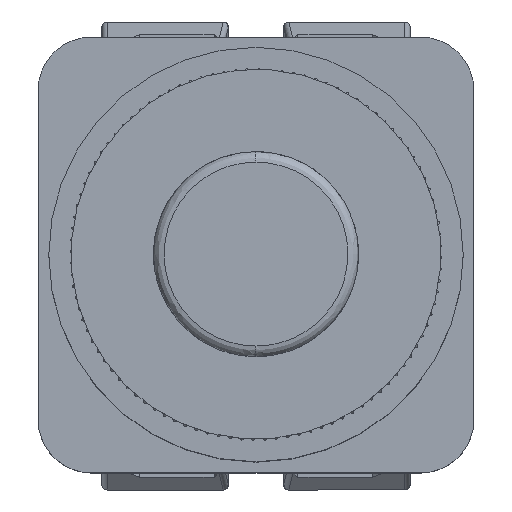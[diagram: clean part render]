
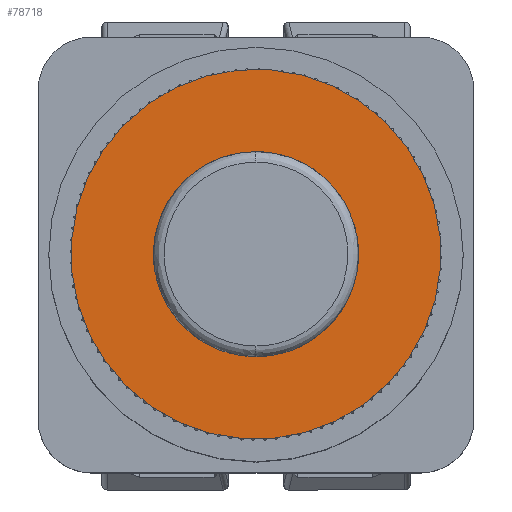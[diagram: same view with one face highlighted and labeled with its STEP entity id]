
A CAD part, top view. The second image highlights one B-rep face of the part: STEP entity #78718.
In plain terms, the highlighted planar face has unit normal (0, 0, 1).
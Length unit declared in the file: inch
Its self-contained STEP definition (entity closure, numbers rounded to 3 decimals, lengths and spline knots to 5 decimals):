
#5469 = DIRECTION ( 'NONE',  ( 0., 0., -1. ) ) ;
#9890 = VERTEX_POINT ( 'NONE', #107230 ) ;
#10058 = CARTESIAN_POINT ( 'NONE',  ( -0.26433, -0.61488, 3.84252 ) ) ;
#14982 = DIRECTION ( 'NONE',  ( -0.25, -0.968, 0. ) ) ;
#18772 = DIRECTION ( 'NONE',  ( 0., 0., -1. ) ) ;
#19283 = CIRCLE ( 'NONE', #48720, 0.37992 ) ;
#19644 = CARTESIAN_POINT ( 'NONE',  ( -0.09324, 0.04845, 3.84252 ) ) ;
#19764 = CIRCLE ( 'NONE', #100143, 0.68504 ) ;
#20644 = CIRCLE ( 'NONE', #122530, 0.68504 ) ;
#28597 = VERTEX_POINT ( 'NONE', #10058 ) ;
#29119 = DIRECTION ( 'NONE',  ( -0.25, -0.968, 0. ) ) ;
#34455 = CARTESIAN_POINT ( 'NONE',  ( -0.09324, 0.04845, 3.84252 ) ) ;
#38690 = DIRECTION ( 'NONE',  ( 0., 0., -1. ) ) ;
#39922 = EDGE_LOOP ( 'NONE', ( #83029, #87391 ) ) ;
#40892 = EDGE_CURVE ( 'NONE', #28597, #9890, #20644, .T. ) ;
#44925 = FACE_OUTER_BOUND ( 'NONE', #117384, .T. ) ;
#45753 = DIRECTION ( 'NONE',  ( 0., 0., -1. ) ) ;
#48720 = AXIS2_PLACEMENT_3D ( 'NONE', #19644, #38690, #29119 ) ;
#49342 = FACE_BOUND ( 'NONE', #39922, .T. ) ;
#54348 = VERTEX_POINT ( 'NONE', #62012 ) ;
#57387 = CARTESIAN_POINT ( 'NONE',  ( 0.00166, 0.41633, 3.84252 ) ) ;
#59149 = DIRECTION ( 'NONE',  ( -0.25, -0.968, 0. ) ) ;
#62012 = CARTESIAN_POINT ( 'NONE',  ( -0.18813, -0.31943, 3.84252 ) ) ;
#68651 = CARTESIAN_POINT ( 'NONE',  ( -0.09324, 0.04845, 3.84252 ) ) ;
#69278 = EDGE_CURVE ( 'NONE', #102059, #54348, #19283, .T. ) ;
#74589 = CARTESIAN_POINT ( 'NONE',  ( -0.09324, 0.04845, 3.84252 ) ) ;
#76932 = EDGE_CURVE ( 'NONE', #54348, #102059, #85655, .T. ) ;
#78718 = ADVANCED_FACE ( 'NONE', ( #44925, #49342 ), #84107, .F. ) ;
#83029 = ORIENTED_EDGE ( 'NONE', *, *, #76932, .T. ) ;
#84107 = PLANE ( 'NONE',  #87977 ) ;
#85655 = CIRCLE ( 'NONE', #103581, 0.37992 ) ;
#87391 = ORIENTED_EDGE ( 'NONE', *, *, #69278, .T. ) ;
#87977 = AXIS2_PLACEMENT_3D ( 'NONE', #74589, #45753, #121257 ) ;
#90758 = ORIENTED_EDGE ( 'NONE', *, *, #40892, .F. ) ;
#98027 = DIRECTION ( 'NONE',  ( 0., 0., -1. ) ) ;
#100143 = AXIS2_PLACEMENT_3D ( 'NONE', #113318, #18772, #121617 ) ;
#102059 = VERTEX_POINT ( 'NONE', #57387 ) ;
#103581 = AXIS2_PLACEMENT_3D ( 'NONE', #34455, #5469, #14982 ) ;
#107230 = CARTESIAN_POINT ( 'NONE',  ( 0.07786, 0.71177, 3.84252 ) ) ;
#110013 = EDGE_CURVE ( 'NONE', #9890, #28597, #19764, .T. ) ;
#113318 = CARTESIAN_POINT ( 'NONE',  ( -0.09324, 0.04845, 3.84252 ) ) ;
#117384 = EDGE_LOOP ( 'NONE', ( #90758, #120552 ) ) ;
#120552 = ORIENTED_EDGE ( 'NONE', *, *, #110013, .F. ) ;
#121257 = DIRECTION ( 'NONE',  ( 0.25, 0.968, 0. ) ) ;
#121617 = DIRECTION ( 'NONE',  ( -0.25, -0.968, 0. ) ) ;
#122530 = AXIS2_PLACEMENT_3D ( 'NONE', #68651, #98027, #59149 ) ;
